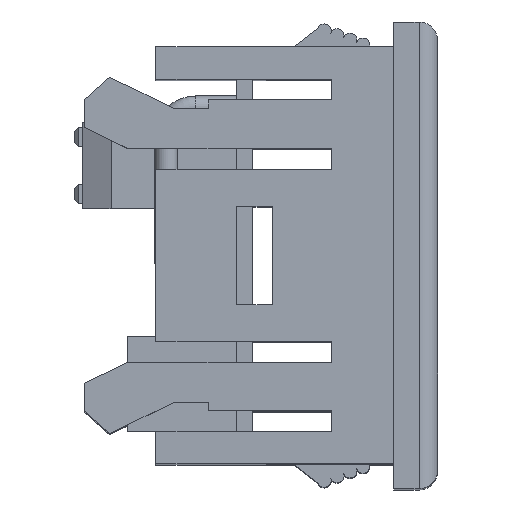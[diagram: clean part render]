
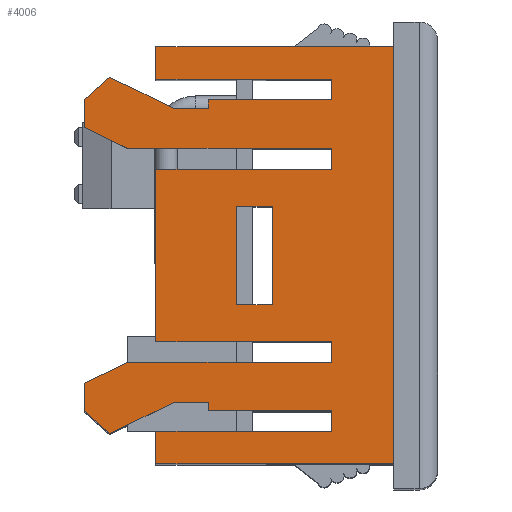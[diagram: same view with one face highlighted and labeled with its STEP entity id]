
A CAD part, top view. The second image highlights one B-rep face of the part: STEP entity #4006.
In plain terms, the highlighted planar face has unit normal (0, 0, 1).
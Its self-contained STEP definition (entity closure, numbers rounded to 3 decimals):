
#31=FACE_BOUND('',#457,.T.);
#234=FACE_OUTER_BOUND('',#456,.T.);
#456=EDGE_LOOP('',(#3163,#3164,#3165,#3166,#3167,#3168,#3169,#3170,#3171,
#3172,#3173,#3174,#3175,#3176,#3177,#3178,#3179,#3180,#3181,#3182,#3183,
#3184,#3185,#3186,#3187,#3188,#3189,#3190,#3191,#3192));
#457=EDGE_LOOP('',(#3193,#3194,#3195,#3196));
#594=LINE('',#5489,#1120);
#606=LINE('',#5512,#1132);
#622=LINE('',#5543,#1148);
#641=LINE('',#5598,#1167);
#651=LINE('',#5618,#1177);
#667=LINE('',#5649,#1193);
#704=LINE('',#5756,#1230);
#715=LINE('',#5776,#1241);
#740=LINE('',#5823,#1266);
#763=LINE('',#5873,#1289);
#767=LINE('',#5880,#1293);
#770=LINE('',#5886,#1296);
#773=LINE('',#5894,#1299);
#777=LINE('',#5901,#1303);
#780=LINE('',#5907,#1306);
#783=LINE('',#5913,#1309);
#790=LINE('',#5928,#1316);
#796=LINE('',#5940,#1322);
#801=LINE('',#5949,#1327);
#812=LINE('',#5971,#1338);
#818=LINE('',#5983,#1344);
#824=LINE('',#5995,#1350);
#829=LINE('',#6002,#1355);
#838=LINE('',#6022,#1364);
#846=LINE('',#6035,#1372);
#849=LINE('',#6041,#1375);
#859=LINE('',#6064,#1385);
#864=LINE('',#6073,#1390);
#867=LINE('',#6077,#1393);
#874=LINE('',#6094,#1400);
#880=LINE('',#6106,#1406);
#888=LINE('',#6121,#1414);
#891=LINE('',#6125,#1417);
#895=LINE('',#6131,#1421);
#1120=VECTOR('',#4430,10.);
#1132=VECTOR('',#4444,10.);
#1148=VECTOR('',#4464,10.);
#1167=VECTOR('',#4511,10.);
#1177=VECTOR('',#4523,10.);
#1193=VECTOR('',#4543,10.);
#1230=VECTOR('',#4658,10.);
#1241=VECTOR('',#4671,10.);
#1266=VECTOR('',#4724,10.);
#1289=VECTOR('',#4761,10.);
#1293=VECTOR('',#4767,10.);
#1296=VECTOR('',#4772,10.);
#1299=VECTOR('',#4777,10.);
#1303=VECTOR('',#4783,10.);
#1306=VECTOR('',#4788,10.);
#1309=VECTOR('',#4793,10.);
#1316=VECTOR('',#4804,10.);
#1322=VECTOR('',#4814,10.);
#1327=VECTOR('',#4823,10.);
#1338=VECTOR('',#4842,10.);
#1344=VECTOR('',#4852,10.);
#1350=VECTOR('',#4862,10.);
#1355=VECTOR('',#4871,10.);
#1364=VECTOR('',#4886,10.);
#1372=VECTOR('',#4900,10.);
#1375=VECTOR('',#4905,10.);
#1385=VECTOR('',#4921,10.);
#1390=VECTOR('',#4930,10.);
#1393=VECTOR('',#4935,10.);
#1400=VECTOR('',#4946,10.);
#1406=VECTOR('',#4956,10.);
#1414=VECTOR('',#4970,10.);
#1417=VECTOR('',#4975,10.);
#1421=VECTOR('',#4983,10.);
#1650=VERTEX_POINT('',#5486);
#1651=VERTEX_POINT('',#5488);
#1661=VERTEX_POINT('',#5510);
#1674=VERTEX_POINT('',#5542);
#1693=VERTEX_POINT('',#5591);
#1696=VERTEX_POINT('',#5596);
#1705=VERTEX_POINT('',#5616);
#1718=VERTEX_POINT('',#5648);
#1749=VERTEX_POINT('',#5755);
#1765=VERTEX_POINT('',#5821);
#1784=VERTEX_POINT('',#5870);
#1785=VERTEX_POINT('',#5872);
#1787=VERTEX_POINT('',#5878);
#1789=VERTEX_POINT('',#5884);
#1792=VERTEX_POINT('',#5891);
#1793=VERTEX_POINT('',#5893);
#1795=VERTEX_POINT('',#5899);
#1797=VERTEX_POINT('',#5905);
#1799=VERTEX_POINT('',#5911);
#1805=VERTEX_POINT('',#5926);
#1809=VERTEX_POINT('',#5938);
#1818=VERTEX_POINT('',#5970);
#1822=VERTEX_POINT('',#5982);
#1826=VERTEX_POINT('',#5994);
#1833=VERTEX_POINT('',#6019);
#1834=VERTEX_POINT('',#6021);
#1838=VERTEX_POINT('',#6039);
#1847=VERTEX_POINT('',#6061);
#1848=VERTEX_POINT('',#6063);
#1850=VERTEX_POINT('',#6072);
#1857=VERTEX_POINT('',#6091);
#1858=VERTEX_POINT('',#6093);
#1862=VERTEX_POINT('',#6105);
#1866=VERTEX_POINT('',#6120);
#2026=EDGE_CURVE('',#1650,#1651,#594,.T.);
#2038=EDGE_CURVE('',#1661,#1650,#606,.T.);
#2054=EDGE_CURVE('',#1674,#1651,#622,.T.);
#2081=EDGE_CURVE('',#1696,#1693,#641,.T.);
#2091=EDGE_CURVE('',#1696,#1705,#651,.T.);
#2107=EDGE_CURVE('',#1718,#1693,#667,.T.);
#2160=EDGE_CURVE('',#1749,#1674,#704,.T.);
#2171=EDGE_CURVE('',#1718,#1661,#715,.T.);
#2196=EDGE_CURVE('',#1705,#1765,#740,.T.);
#2219=EDGE_CURVE('',#1784,#1785,#763,.T.);
#2223=EDGE_CURVE('',#1784,#1787,#767,.T.);
#2226=EDGE_CURVE('',#1787,#1789,#770,.T.);
#2229=EDGE_CURVE('',#1792,#1793,#773,.T.);
#2233=EDGE_CURVE('',#1795,#1792,#777,.T.);
#2236=EDGE_CURVE('',#1795,#1797,#780,.T.);
#2239=EDGE_CURVE('',#1765,#1799,#783,.T.);
#2246=EDGE_CURVE('',#1799,#1805,#790,.T.);
#2252=EDGE_CURVE('',#1805,#1809,#796,.T.);
#2257=EDGE_CURVE('',#1809,#1793,#801,.T.);
#2268=EDGE_CURVE('',#1818,#1749,#812,.T.);
#2274=EDGE_CURVE('',#1822,#1818,#818,.T.);
#2280=EDGE_CURVE('',#1826,#1822,#824,.T.);
#2285=EDGE_CURVE('',#1789,#1826,#829,.T.);
#2294=EDGE_CURVE('',#1834,#1833,#838,.T.);
#2302=EDGE_CURVE('',#1797,#1834,#846,.T.);
#2305=EDGE_CURVE('',#1833,#1838,#849,.T.);
#2315=EDGE_CURVE('',#1848,#1847,#859,.T.);
#2320=EDGE_CURVE('',#1850,#1785,#864,.T.);
#2323=EDGE_CURVE('',#1847,#1850,#867,.T.);
#2330=EDGE_CURVE('',#1858,#1857,#874,.T.);
#2336=EDGE_CURVE('',#1862,#1858,#880,.T.);
#2344=EDGE_CURVE('',#1866,#1862,#888,.T.);
#2347=EDGE_CURVE('',#1857,#1866,#891,.T.);
#2351=EDGE_CURVE('',#1848,#1838,#895,.T.);
#3163=ORIENTED_EDGE('',*,*,#2091,.T.);
#3164=ORIENTED_EDGE('',*,*,#2196,.T.);
#3165=ORIENTED_EDGE('',*,*,#2239,.T.);
#3166=ORIENTED_EDGE('',*,*,#2246,.T.);
#3167=ORIENTED_EDGE('',*,*,#2252,.T.);
#3168=ORIENTED_EDGE('',*,*,#2257,.T.);
#3169=ORIENTED_EDGE('',*,*,#2229,.F.);
#3170=ORIENTED_EDGE('',*,*,#2233,.F.);
#3171=ORIENTED_EDGE('',*,*,#2236,.T.);
#3172=ORIENTED_EDGE('',*,*,#2302,.T.);
#3173=ORIENTED_EDGE('',*,*,#2294,.T.);
#3174=ORIENTED_EDGE('',*,*,#2305,.T.);
#3175=ORIENTED_EDGE('',*,*,#2351,.F.);
#3176=ORIENTED_EDGE('',*,*,#2315,.T.);
#3177=ORIENTED_EDGE('',*,*,#2323,.T.);
#3178=ORIENTED_EDGE('',*,*,#2320,.T.);
#3179=ORIENTED_EDGE('',*,*,#2219,.F.);
#3180=ORIENTED_EDGE('',*,*,#2223,.T.);
#3181=ORIENTED_EDGE('',*,*,#2226,.T.);
#3182=ORIENTED_EDGE('',*,*,#2285,.T.);
#3183=ORIENTED_EDGE('',*,*,#2280,.T.);
#3184=ORIENTED_EDGE('',*,*,#2274,.T.);
#3185=ORIENTED_EDGE('',*,*,#2268,.T.);
#3186=ORIENTED_EDGE('',*,*,#2160,.T.);
#3187=ORIENTED_EDGE('',*,*,#2054,.T.);
#3188=ORIENTED_EDGE('',*,*,#2026,.F.);
#3189=ORIENTED_EDGE('',*,*,#2038,.F.);
#3190=ORIENTED_EDGE('',*,*,#2171,.F.);
#3191=ORIENTED_EDGE('',*,*,#2107,.T.);
#3192=ORIENTED_EDGE('',*,*,#2081,.F.);
#3193=ORIENTED_EDGE('',*,*,#2344,.T.);
#3194=ORIENTED_EDGE('',*,*,#2336,.T.);
#3195=ORIENTED_EDGE('',*,*,#2330,.T.);
#3196=ORIENTED_EDGE('',*,*,#2347,.T.);
#3795=PLANE('',#4261);
#4006=ADVANCED_FACE('',(#234,#31),#3795,.T.);
#4261=AXIS2_PLACEMENT_3D('',#6136,#4988,#4989);
#4430=DIRECTION('',(0.,1.,0.));
#4444=DIRECTION('',(-1.,0.,0.));
#4464=DIRECTION('',(-1.,0.,0.));
#4511=DIRECTION('',(0.,1.,0.));
#4523=DIRECTION('',(1.,0.,0.));
#4543=DIRECTION('',(-1.,0.,0.));
#4658=DIRECTION('',(0.,-1.,0.));
#4671=DIRECTION('',(0.,-1.,0.));
#4724=DIRECTION('',(0.,-1.,0.));
#4761=DIRECTION('',(0.899,0.438,0.));
#4767=DIRECTION('',(0.,-1.,0.));
#4772=DIRECTION('',(0.744,-0.668,0.));
#4777=DIRECTION('',(0.744,0.668,0.));
#4783=DIRECTION('',(0.,1.,0.));
#4788=DIRECTION('',(0.899,-0.438,0.));
#4793=DIRECTION('',(-1.,0.,0.));
#4804=DIRECTION('',(0.,-1.,0.));
#4814=DIRECTION('',(-1.,0.,0.));
#4823=DIRECTION('',(-0.899,0.438,0.));
#4842=DIRECTION('',(1.,0.,0.));
#4852=DIRECTION('',(0.,-1.,0.));
#4862=DIRECTION('',(1.,0.,0.));
#4871=DIRECTION('',(0.899,0.438,0.));
#4886=DIRECTION('',(0.,-1.,0.));
#4900=DIRECTION('',(1.,0.,0.));
#4905=DIRECTION('',(-1.,0.,0.));
#4921=DIRECTION('',(1.,0.,0.));
#4930=DIRECTION('',(-1.,0.,0.));
#4935=DIRECTION('',(0.,-1.,0.));
#4946=DIRECTION('',(1.,0.,0.));
#4956=DIRECTION('',(0.,1.,0.));
#4970=DIRECTION('',(-1.,0.,0.));
#4975=DIRECTION('',(0.,-1.,0.));
#4983=DIRECTION('',(0.,1.,0.));
#4988=DIRECTION('center_axis',(0.,0.,1.));
#4989=DIRECTION('ref_axis',(0.,1.,0.));
#5486=CARTESIAN_POINT('',(-14.72,-12.9,22.68));
#5488=CARTESIAN_POINT('',(-14.72,-10.9,22.68));
#5489=CARTESIAN_POINT('',(-14.72,12.9,22.68));
#5510=CARTESIAN_POINT('',(0.,-12.9,22.68));
#5512=CARTESIAN_POINT('',(0.,-12.9,22.68));
#5542=CARTESIAN_POINT('',(-3.85,-10.9,22.68));
#5543=CARTESIAN_POINT('',(-1.925,-10.9,22.68));
#5591=CARTESIAN_POINT('',(-14.72,12.9,22.68));
#5596=CARTESIAN_POINT('',(-14.72,10.9,22.68));
#5598=CARTESIAN_POINT('',(-14.72,12.9,22.68));
#5616=CARTESIAN_POINT('',(-3.85,10.9,22.68));
#5618=CARTESIAN_POINT('',(-7.36,10.9,22.68));
#5648=CARTESIAN_POINT('',(0.,12.9,22.68));
#5649=CARTESIAN_POINT('',(0.,12.9,22.68));
#5755=CARTESIAN_POINT('',(-3.85,-9.62,22.68));
#5756=CARTESIAN_POINT('',(-3.85,-11.26,22.68));
#5776=CARTESIAN_POINT('',(0.,12.9,22.68));
#5821=CARTESIAN_POINT('',(-3.85,9.62,22.68));
#5823=CARTESIAN_POINT('',(-3.85,-1.,22.68));
#5870=CARTESIAN_POINT('',(-19.14,-7.92,22.68));
#5872=CARTESIAN_POINT('',(-16.47,-6.62,22.68));
#5873=CARTESIAN_POINT('',(-19.14,-7.92,22.68));
#5878=CARTESIAN_POINT('',(-19.14,-9.633,22.68));
#5880=CARTESIAN_POINT('',(-19.14,-7.92,22.68));
#5884=CARTESIAN_POINT('',(-17.58,-11.033,22.68));
#5886=CARTESIAN_POINT('',(-19.14,-9.633,22.68));
#5891=CARTESIAN_POINT('',(-19.14,9.633,22.68));
#5893=CARTESIAN_POINT('',(-17.58,11.033,22.68));
#5894=CARTESIAN_POINT('',(-19.14,9.633,22.68));
#5899=CARTESIAN_POINT('',(-19.14,7.92,22.68));
#5901=CARTESIAN_POINT('',(-19.14,7.92,22.68));
#5905=CARTESIAN_POINT('',(-16.47,6.62,22.68));
#5907=CARTESIAN_POINT('',(-19.14,7.92,22.68));
#5911=CARTESIAN_POINT('',(-11.48,9.62,22.68));
#5913=CARTESIAN_POINT('',(-1.925,9.62,22.68));
#5926=CARTESIAN_POINT('',(-11.48,9.12,22.68));
#5928=CARTESIAN_POINT('',(-11.48,-1.64,22.68));
#5938=CARTESIAN_POINT('',(-13.65,9.12,22.68));
#5940=CARTESIAN_POINT('',(-5.74,9.12,22.68));
#5949=CARTESIAN_POINT('',(-3.8,4.324,22.68));
#5970=CARTESIAN_POINT('',(-11.48,-9.62,22.68));
#5971=CARTESIAN_POINT('',(-5.74,-9.62,22.68));
#5982=CARTESIAN_POINT('',(-11.48,-9.12,22.68));
#5983=CARTESIAN_POINT('',(-11.48,-11.01,22.68));
#5994=CARTESIAN_POINT('',(-13.65,-9.12,22.68));
#5995=CARTESIAN_POINT('',(-6.825,-9.12,22.68));
#6002=CARTESIAN_POINT('',(-9.412,-7.056,22.68));
#6019=CARTESIAN_POINT('',(-3.85,5.34,22.68));
#6021=CARTESIAN_POINT('',(-3.85,6.62,22.68));
#6022=CARTESIAN_POINT('',(-3.85,-3.14,22.68));
#6035=CARTESIAN_POINT('',(-7.36,6.62,22.68));
#6039=CARTESIAN_POINT('',(-14.72,5.34,22.68));
#6041=CARTESIAN_POINT('',(-1.925,5.34,22.68));
#6061=CARTESIAN_POINT('',(-3.85,-5.34,22.68));
#6063=CARTESIAN_POINT('',(-14.72,-5.34,22.68));
#6064=CARTESIAN_POINT('',(-7.36,-5.34,22.68));
#6072=CARTESIAN_POINT('',(-3.85,-6.62,22.68));
#6073=CARTESIAN_POINT('',(-1.925,-6.62,22.68));
#6077=CARTESIAN_POINT('',(-3.85,-9.12,22.68));
#6091=CARTESIAN_POINT('',(-7.52,3.05,22.68));
#6093=CARTESIAN_POINT('',(-9.72,3.05,22.68));
#6094=CARTESIAN_POINT('',(-4.86,3.05,22.68));
#6105=CARTESIAN_POINT('',(-9.72,-3.05,22.68));
#6106=CARTESIAN_POINT('',(-9.72,-7.975,22.68));
#6120=CARTESIAN_POINT('',(-7.52,-3.05,22.68));
#6121=CARTESIAN_POINT('',(-3.76,-3.05,22.68));
#6125=CARTESIAN_POINT('',(-7.52,-4.925,22.68));
#6131=CARTESIAN_POINT('',(-14.72,12.9,22.68));
#6136=CARTESIAN_POINT('Origin',(0.,-12.9,22.68));
